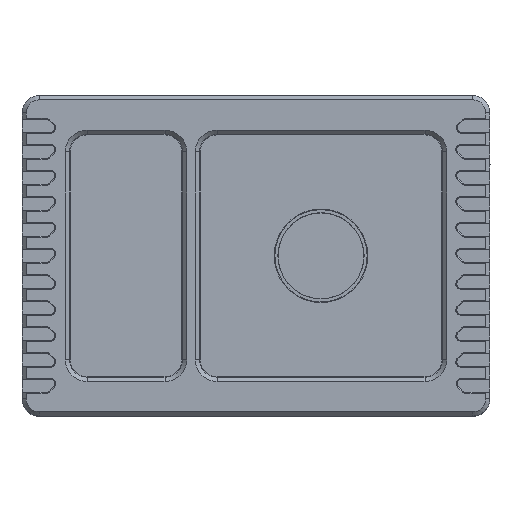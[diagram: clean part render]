
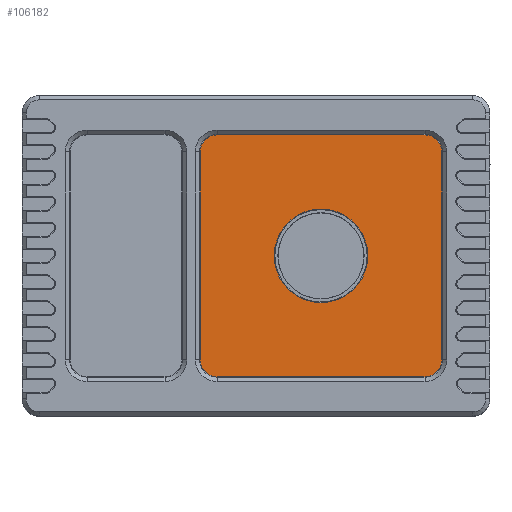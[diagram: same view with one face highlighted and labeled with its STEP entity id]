
A CAD part, top view. The second image highlights one B-rep face of the part: STEP entity #106182.
In plain terms, the highlighted planar face has unit normal (0, 0, 1).
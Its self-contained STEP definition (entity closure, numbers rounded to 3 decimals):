
#105953=CARTESIAN_POINT('',(66.003,25.439,
33.613));
#105954=DIRECTION('',(0.,0.,-1.));
#105955=DIRECTION('',(0.,1.,0.));
#105956=AXIS2_PLACEMENT_3D('',#105953,#105954,#105955);
#105958=DIRECTION('',(0.,-1.,0.));
#105959=VECTOR('',#105958,48.);
#105960=CARTESIAN_POINT('',(69.903,25.439,
33.613));
#105961=LINE('',#105960,#105959);
#105962=CARTESIAN_POINT('',(66.003,-22.561,
33.613));
#105963=DIRECTION('',(0.,0.,-1.));
#105964=DIRECTION('',(1.,0.,0.));
#105965=AXIS2_PLACEMENT_3D('',#105962,#105963,#105964);
#105967=DIRECTION('',(-1.,0.,0.));
#105968=VECTOR('',#105967,48.);
#105969=CARTESIAN_POINT('',(66.003,-26.461,
33.613));
#105970=LINE('',#105969,#105968);
#105971=CARTESIAN_POINT('',(18.003,-22.561,
33.613));
#105972=DIRECTION('',(0.,0.,-1.));
#105973=DIRECTION('',(0.,-1.,0.));
#105974=AXIS2_PLACEMENT_3D('',#105971,#105972,#105973);
#105976=DIRECTION('',(0.,1.,0.));
#105977=VECTOR('',#105976,48.);
#105978=CARTESIAN_POINT('',(14.103,-22.561,
33.613));
#105979=LINE('',#105978,#105977);
#105980=CARTESIAN_POINT('',(18.003,25.439,
33.613));
#105981=DIRECTION('',(0.,0.,-1.));
#105982=DIRECTION('',(-1.,0.,0.));
#105983=AXIS2_PLACEMENT_3D('',#105980,#105981,#105982);
#105985=DIRECTION('',(1.,0.,0.));
#105986=VECTOR('',#105985,48.);
#105987=CARTESIAN_POINT('',(18.003,29.339,
33.613));
#105988=LINE('',#105987,#105986);
#105989=CARTESIAN_POINT('',(42.003,1.439,
33.613));
#105990=DIRECTION('',(0.,0.,1.));
#105991=DIRECTION('',(1.,0.,0.));
#105992=AXIS2_PLACEMENT_3D('',#105989,#105990,#105991);
#105994=CARTESIAN_POINT('',(42.003,1.439,
33.613));
#105995=DIRECTION('',(0.,0.,1.));
#105996=DIRECTION('',(-1.,0.,0.));
#105997=AXIS2_PLACEMENT_3D('',#105994,#105995,#105996);
#106097=CARTESIAN_POINT('',(31.203,1.439,
33.613));
#106098=VERTEX_POINT('',#106097);
#106099=CARTESIAN_POINT('',(52.803,1.439,
33.613));
#106100=VERTEX_POINT('',#106099);
#106101=CARTESIAN_POINT('',(66.003,29.339,
33.613));
#106102=CARTESIAN_POINT('',(69.903,25.439,
33.613));
#106103=VERTEX_POINT('',#106101);
#106104=VERTEX_POINT('',#106102);
#106105=CARTESIAN_POINT('',(69.903,-22.561,
33.613));
#106106=VERTEX_POINT('',#106105);
#106107=CARTESIAN_POINT('',(66.003,-26.461,
33.613));
#106108=VERTEX_POINT('',#106107);
#106109=CARTESIAN_POINT('',(18.003,-26.461,
33.613));
#106110=VERTEX_POINT('',#106109);
#106111=CARTESIAN_POINT('',(14.103,-22.561,
33.613));
#106112=VERTEX_POINT('',#106111);
#106113=CARTESIAN_POINT('',(14.103,25.439,
33.613));
#106114=VERTEX_POINT('',#106113);
#106115=CARTESIAN_POINT('',(18.003,29.339,
33.613));
#106116=VERTEX_POINT('',#106115);
#106155=CARTESIAN_POINT('',(-0.997,1.439,
33.613));
#106156=DIRECTION('',(0.,0.,1.));
#106157=DIRECTION('',(1.,0.,0.));
#106158=AXIS2_PLACEMENT_3D('',#106155,#106156,#106157);
#106159=PLANE('',#106158);
#106160=ORIENTED_EDGE('',*,*,#106145,.T.);
#106161=ORIENTED_EDGE('',*,*,#106128,.T.);
#106163=ORIENTED_EDGE('',*,*,#106162,.T.);
#106165=ORIENTED_EDGE('',*,*,#106164,.T.);
#106167=ORIENTED_EDGE('',*,*,#106166,.T.);
#106169=ORIENTED_EDGE('',*,*,#106168,.T.);
#106171=ORIENTED_EDGE('',*,*,#106170,.T.);
#106173=ORIENTED_EDGE('',*,*,#106172,.T.);
#106174=EDGE_LOOP('',(#106160,#106161,#106163,#106165,#106167,#106169,#106171,
#106173));
#106175=FACE_OUTER_BOUND('',#106174,.F.);
#106177=ORIENTED_EDGE('',*,*,#106176,.T.);
#106179=ORIENTED_EDGE('',*,*,#106178,.T.);
#106180=EDGE_LOOP('',(#106177,#106179));
#106181=FACE_BOUND('',#106180,.F.);
#106182=ADVANCED_FACE('',(#106175,#106181),#106159,.T.);
#105957=CIRCLE('',#105956,3.9);
#105966=CIRCLE('',#105965,3.9);
#105975=CIRCLE('',#105974,3.9);
#105984=CIRCLE('',#105983,3.9);
#105993=CIRCLE('',#105992,10.8);
#105998=CIRCLE('',#105997,10.8);
#106128=EDGE_CURVE('',#106104,#106106,#105961,.T.);
#106145=EDGE_CURVE('',#106103,#106104,#105957,.T.);
#106162=EDGE_CURVE('',#106106,#106108,#105966,.T.);
#106164=EDGE_CURVE('',#106108,#106110,#105970,.T.);
#106166=EDGE_CURVE('',#106110,#106112,#105975,.T.);
#106168=EDGE_CURVE('',#106112,#106114,#105979,.T.);
#106170=EDGE_CURVE('',#106114,#106116,#105984,.T.);
#106172=EDGE_CURVE('',#106116,#106103,#105988,.T.);
#106176=EDGE_CURVE('',#106100,#106098,#105993,.T.);
#106178=EDGE_CURVE('',#106098,#106100,#105998,.T.);
